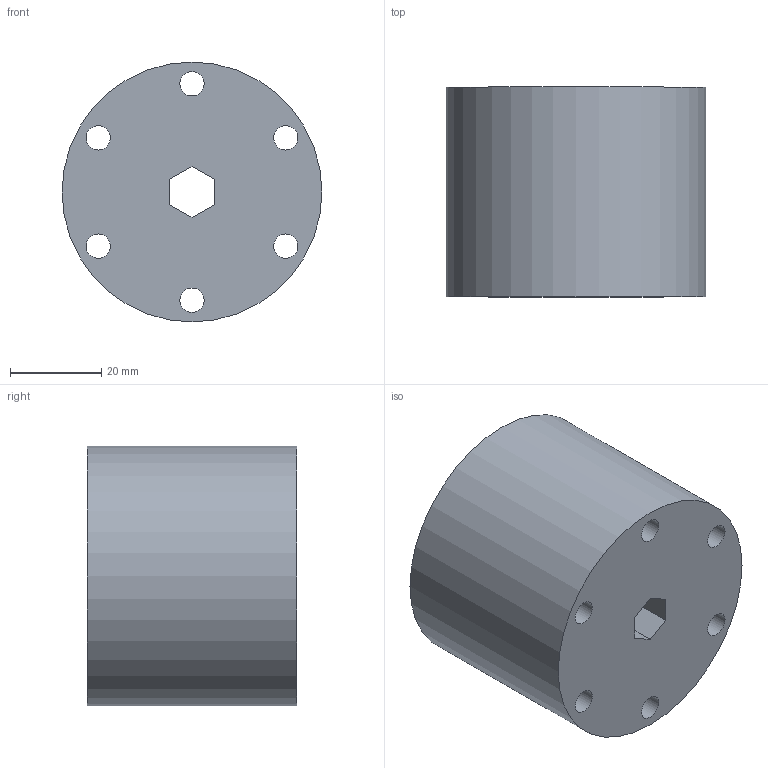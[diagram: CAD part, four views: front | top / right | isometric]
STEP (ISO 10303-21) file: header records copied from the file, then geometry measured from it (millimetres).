
FILE_DESCRIPTION(/* description */ (''),/* implementation_level */ '2;1');
FILE_NAME(/* name */ 'Nexus Mecanum Wheel Hex Insert.stp',/* time_stamp */ '2018-12-26T17:08:43-05:00',/* author */ ('Arjun Oberoi'),/* organization */ (''),/* preprocessor_version */ 'ST-DEVELOPER v17',/* originating_system */ 'Autodesk Inventor 2018',/* authorisation */ '');
FILE_SCHEMA (('AUTOMOTIVE_DESIGN { 1 0 10303 214 3 1 1 }'));
Length unit declared in the file: inch
Products named in the file (1): Nexus Mecanum Wheel Hex Insert
Bounding box: 57 x 45.99 x 57 mm (x, y, z)
Volume: 107471.3 mm3; surface area: 19070.7 mm2
Topology: 1 solids, 1 shells, 15 faces, 39 edges, 26 vertices
Faces by surface type: plane 8, cylinder 7
Full cylindrical faces by diameter (mm): 5.334 x6, 56.998 x1
Entity records: 536 total; most frequent: DIRECTION 85, CARTESIAN_POINT 81, ORIENTED_EDGE 78, EDGE_CURVE 39, AXIS2_PLACEMENT_3D 30, EDGE_LOOP 29, VERTEX_POINT 26, LINE 25
